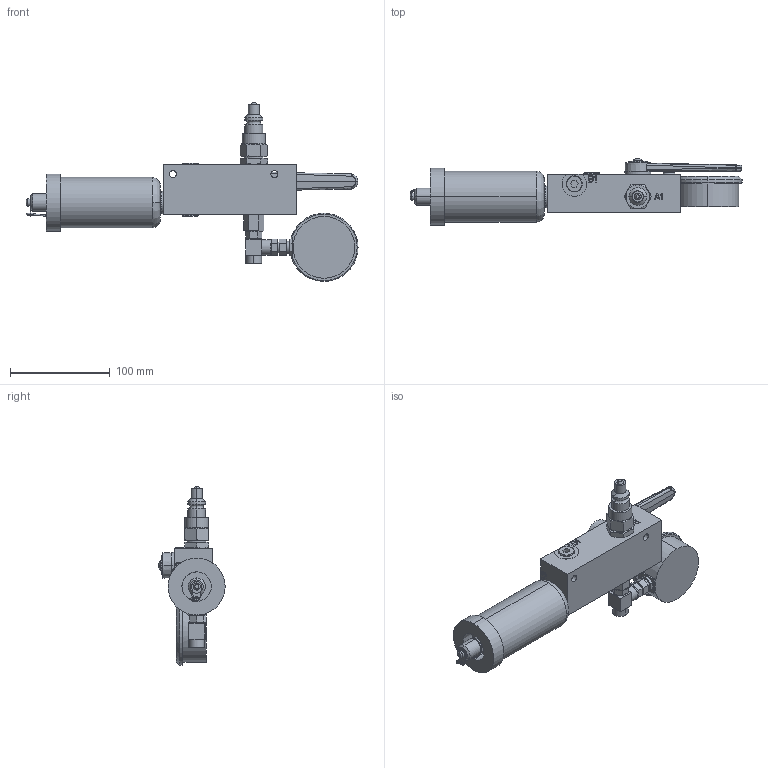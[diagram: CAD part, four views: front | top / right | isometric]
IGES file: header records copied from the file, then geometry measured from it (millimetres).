
Start section:  PTC IGES file: ilc56000202.igs
Global section: file name: ilc56000202.igs; native system: Creo Parametric by Parametric Technology Corporation; preprocessor: 2013320; author: gar; organization: Unknown; date: 20160421.092215; units: inch
Bounding box: 332.35 x 66.47 x 179.01 mm (x, y, z)
Surface area: 95060.1 mm2 (no closed solid volume)
Topology: 0 solids, 0 shells, 671 faces, 4794 edges, 6110 vertices
Faces by surface type: bspline 446, revolution 225
